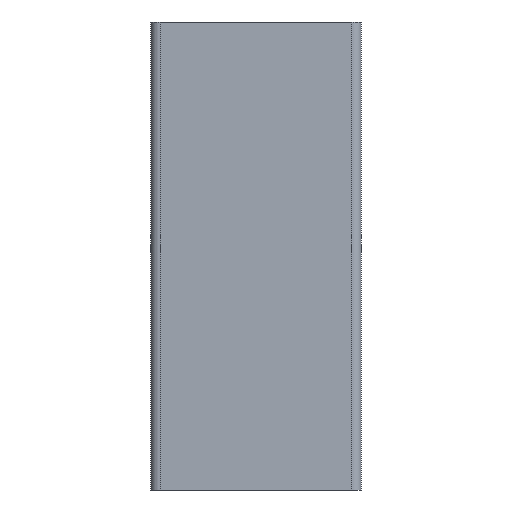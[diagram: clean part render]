
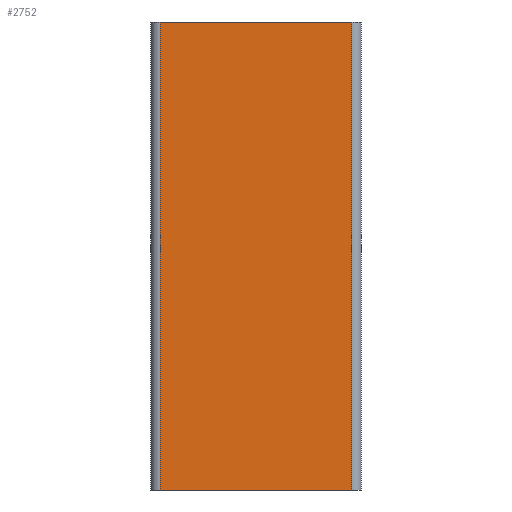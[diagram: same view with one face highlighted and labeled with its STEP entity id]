
A CAD part, front view. The second image highlights one B-rep face of the part: STEP entity #2752.
In plain terms, the highlighted planar face has unit normal (0, -1, 0).
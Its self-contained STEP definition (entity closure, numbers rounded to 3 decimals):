
#382=CARTESIAN_POINT('',(-20.5,-22.5,100.0));
#383=VERTEX_POINT('',#382);
#391=CARTESIAN_POINT('',(20.5,-22.5,100.0));
#392=VERTEX_POINT('',#391);
#393=CARTESIAN_POINT('',(20.5,-22.5,100.0));
#394=DIRECTION('',(-1.0,0.0,0.0));
#395=VECTOR('',#394,41.0);
#396=LINE('',#393,#395);
#397=EDGE_CURVE('',#392,#383,#396,.T.);
#2710=CARTESIAN_POINT('',(20.5,-22.5,0.0));
#2711=VERTEX_POINT('',#2710);
#2712=CARTESIAN_POINT('',(20.5,-22.5,0.0));
#2713=DIRECTION('',(0.0,0.0,1.0));
#2714=VECTOR('',#2713,100.0);
#2715=LINE('',#2712,#2714);
#2716=EDGE_CURVE('',#2711,#392,#2715,.T.);
#2729=CARTESIAN_POINT('',(20.5,-22.5,0.0));
#2730=DIRECTION('',(0.0,-1.0,0.0));
#2731=DIRECTION('',(0.0,0.0,-1.0));
#2732=AXIS2_PLACEMENT_3D('',#2729,#2730,#2731);
#2733=PLANE('',#2732);
#2734=ORIENTED_EDGE('',*,*,#397,.T.);
#2735=CARTESIAN_POINT('',(-20.5,-22.5,0.0));
#2736=VERTEX_POINT('',#2735);
#2737=CARTESIAN_POINT('',(-20.5,-22.5,0.0));
#2738=DIRECTION('',(0.0,0.0,1.0));
#2739=VECTOR('',#2738,100.0);
#2740=LINE('',#2737,#2739);
#2741=EDGE_CURVE('',#2736,#383,#2740,.T.);
#2742=ORIENTED_EDGE('',*,*,#2741,.F.);
#2743=CARTESIAN_POINT('',(20.5,-22.5,0.0));
#2744=DIRECTION('',(-1.0,0.0,0.0));
#2745=VECTOR('',#2744,41.0);
#2746=LINE('',#2743,#2745);
#2747=EDGE_CURVE('',#2711,#2736,#2746,.T.);
#2748=ORIENTED_EDGE('',*,*,#2747,.F.);
#2749=ORIENTED_EDGE('',*,*,#2716,.T.);
#2750=EDGE_LOOP('',(#2734,#2742,#2748,#2749));
#2751=FACE_OUTER_BOUND('',#2750,.T.);
#2752=ADVANCED_FACE('',(#2751),#2733,.T.);
